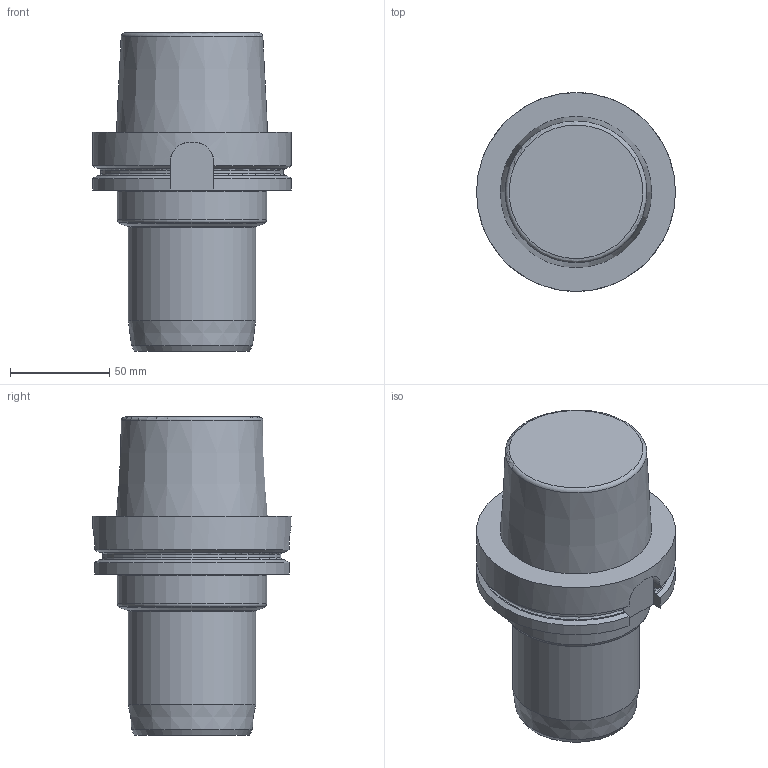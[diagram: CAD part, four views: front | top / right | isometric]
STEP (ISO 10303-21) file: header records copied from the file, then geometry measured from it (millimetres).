
FILE_DESCRIPTION(/* description */ (''),/* implementation_level */ '2;1');
FILE_NAME(/* name */ 'HSKA100-HC32-110_Basic.stp',/* time_stamp */ '2022-06-27T14:06:37+06:00',/* author */ (''),/* organization */ (''),/* preprocessor_version */ 'ST-DEVELOPER v16.7',/* originating_system */ 'SIEMENS PLM Software NX 12.0',/* authorisation */ '');
FILE_SCHEMA (('AUTOMOTIVE_DESIGN { 1 0 10303 214 3 1 1 1 }'));
Length unit declared in the file: millimetre
Products named in the file (1): inpu4850158A48pn
Bounding box: 100 x 100 x 160 mm (x, y, z)
Volume: 658683.1 mm3; surface area: 59036.6 mm2
Topology: 1 solids, 1 shells, 57 faces, 152 edges, 103 vertices
Faces by surface type: plane 20, cylinder 14, torus 13, cone 10
Full cylindrical faces by diameter (mm): 32 x1, 64 x1, 75 x1, 100 x1
Entity records: 1934 total; most frequent: CARTESIAN_POINT 561, DIRECTION 273, ORIENTED_EDGE 258, EDGE_CURVE 129, AXIS2_PLACEMENT_3D 111, VERTEX_POINT 92, EDGE_LOOP 75, ADVANCED_FACE 57
